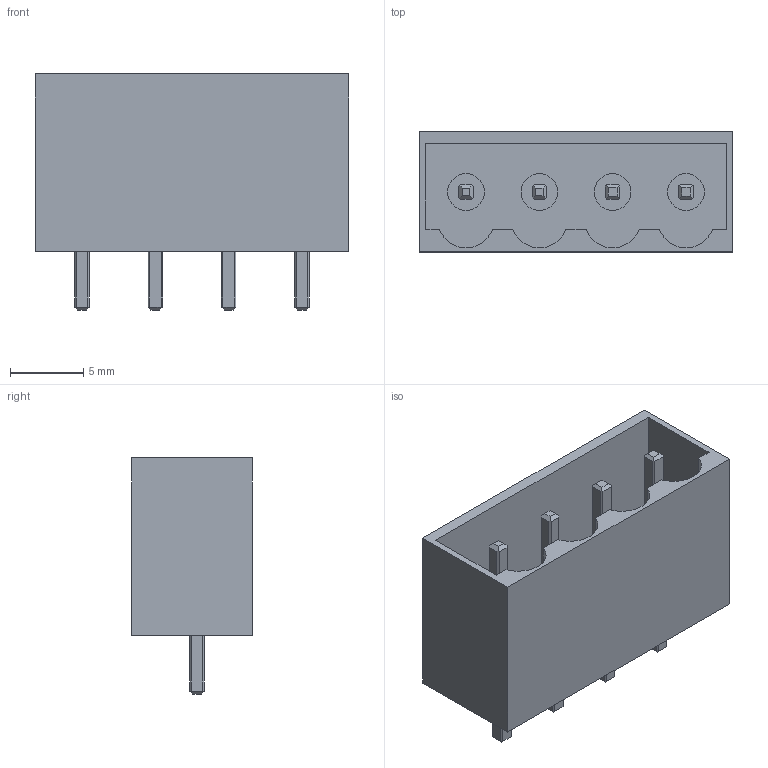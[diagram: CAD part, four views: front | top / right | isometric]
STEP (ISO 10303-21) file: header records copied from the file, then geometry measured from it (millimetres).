
FILE_DESCRIPTION (( 'STEP AP214' ), '1' );
FILE_NAME ('Cleamm-4_5mm - 2EDGVC-5_0-04P-14-00AH.STEP', '2022-04-14T16:24:07', ( 'Elessar' ), ( '' ), 'SwSTEP 2.0', 'SolidWorks 2018', '' );
FILE_SCHEMA (( 'AUTOMOTIVE_DESIGN' ));
Length unit declared in the file: millimetre
Products named in the file (1): Cleamm-4_5mm - 2EDGVC-5_0-04P-14-00AH
Bounding box: 21.4 x 8.2 x 16.1 mm (x, y, z)
Volume: 1126 mm3; surface area: 1693.8 mm2
Topology: 1 solids, 1 shells, 135 faces, 360 edges, 240 vertices
Faces by surface type: plane 123, cylinder 12
Entity records: 5613 total; most frequent: CARTESIAN_POINT 736, ORIENTED_EDGE 720, DIRECTION 656, EDGE_CURVE 360, VECTOR 336, LINE 336, VERTEX_POINT 240, AXIS2_PLACEMENT_3D 160
